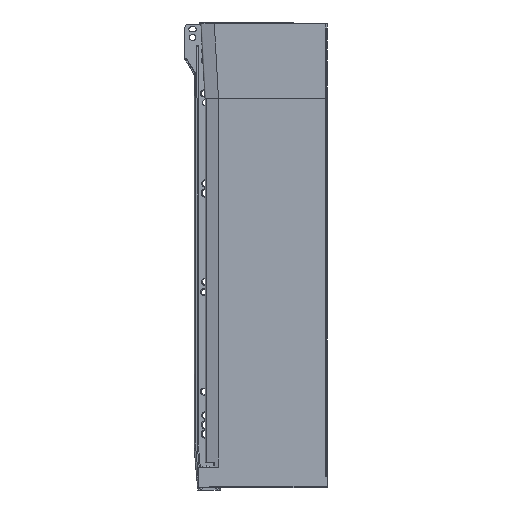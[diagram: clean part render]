
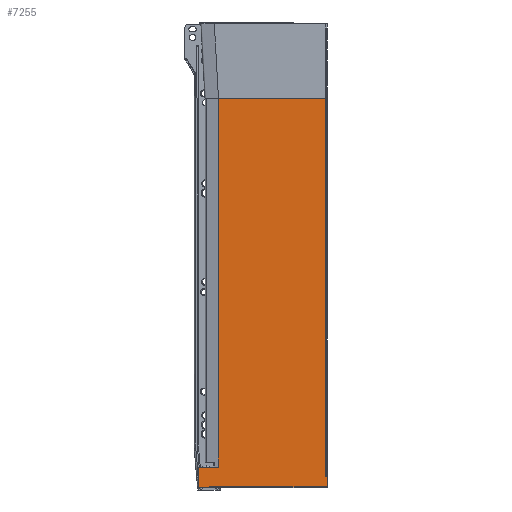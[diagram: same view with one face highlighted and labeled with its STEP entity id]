
A CAD part, left-side view. The second image highlights one B-rep face of the part: STEP entity #7255.
In plain terms, the highlighted planar face has unit normal (-1, 0, 0).
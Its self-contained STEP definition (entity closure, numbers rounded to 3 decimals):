
#30 = EDGE_CURVE ( 'NONE', #6650, #7410, #3784, .T. ) ;
#290 = CARTESIAN_POINT ( 'NONE',  ( -14.887, -0.837, -72. ) ) ;
#443 = CARTESIAN_POINT ( 'NONE',  ( -14.887, -378., -437. ) ) ;
#551 = DIRECTION ( 'NONE',  ( 0., 1., 0. ) ) ;
#618 = ORIENTED_EDGE ( 'NONE', *, *, #7815, .F. ) ;
#898 = ORIENTED_EDGE ( 'NONE', *, *, #6220, .T. ) ;
#919 = DIRECTION ( 'NONE',  ( 0., 0., -1. ) ) ;
#974 = DIRECTION ( 'NONE',  ( 0., 0., -1. ) ) ;
#992 = EDGE_CURVE ( 'NONE', #2879, #1389, #5666, .T. ) ;
#1003 = VECTOR ( 'NONE', #6601, 1000. ) ;
#1006 = CARTESIAN_POINT ( 'NONE',  ( -14.887, 111.5, -448. ) ) ;
#1026 = PLANE ( 'NONE',  #2360 ) ;
#1077 = CARTESIAN_POINT ( 'NONE',  ( -14.887, -2.091, -437. ) ) ;
#1182 = CARTESIAN_POINT ( 'NONE',  ( -14.887, -0.837, -448. ) ) ;
#1341 = CARTESIAN_POINT ( 'NONE',  ( -14.887, -0.837, -72. ) ) ;
#1366 = ORIENTED_EDGE ( 'NONE', *, *, #7979, .T. ) ;
#1389 = VERTEX_POINT ( 'NONE', #1006 ) ;
#1409 = ORIENTED_EDGE ( 'NONE', *, *, #30, .T. ) ;
#1697 = CARTESIAN_POINT ( 'NONE',  ( -14.887, 102.9, -428. ) ) ;
#1710 = CARTESIAN_POINT ( 'NONE',  ( -14.887, -0.837, -448. ) ) ;
#1811 = ORIENTED_EDGE ( 'NONE', *, *, #2920, .F. ) ;
#1818 = DIRECTION ( 'NONE',  ( 0., 0., -1. ) ) ;
#2065 = VECTOR ( 'NONE', #5506, 1000. ) ;
#2066 = VECTOR ( 'NONE', #2746, 1000. ) ;
#2223 = LINE ( 'NONE', #3980, #7595 ) ;
#2238 = ORIENTED_EDGE ( 'NONE', *, *, #992, .F. ) ;
#2325 = CARTESIAN_POINT ( 'NONE',  ( -14.887, 102.9, -428. ) ) ;
#2360 = AXIS2_PLACEMENT_3D ( 'NONE', #1710, #4882, #974 ) ;
#2535 = CARTESIAN_POINT ( 'NONE',  ( -14.887, 111.5, -448. ) ) ;
#2651 = EDGE_CURVE ( 'NONE', #6650, #6602, #5734, .T. ) ;
#2746 = DIRECTION ( 'NONE',  ( 0., 0., 1. ) ) ;
#2847 = ORIENTED_EDGE ( 'NONE', *, *, #9910, .T. ) ;
#2879 = VERTEX_POINT ( 'NONE', #4284 ) ;
#2920 = EDGE_CURVE ( 'NONE', #3018, #4423, #3300, .T. ) ;
#3018 = VERTEX_POINT ( 'NONE', #1697 ) ;
#3300 = LINE ( 'NONE', #6501, #1003 ) ;
#3309 = LINE ( 'NONE', #8076, #8347 ) ;
#3320 = VECTOR ( 'NONE', #1818, 1000. ) ;
#3551 = CARTESIAN_POINT ( 'NONE',  ( -14.887, 122.645, -448. ) ) ;
#3619 = DIRECTION ( 'NONE',  ( 0., 1., 0. ) ) ;
#3664 = ORIENTED_EDGE ( 'NONE', *, *, #8727, .T. ) ;
#3723 = LINE ( 'NONE', #5965, #8620 ) ;
#3784 = LINE ( 'NONE', #443, #7407 ) ;
#3842 = ORIENTED_EDGE ( 'NONE', *, *, #5221, .F. ) ;
#3980 = CARTESIAN_POINT ( 'NONE',  ( -14.887, 102.9, -448. ) ) ;
#4159 = CARTESIAN_POINT ( 'NONE',  ( -14.887, -2.091, -448. ) ) ;
#4284 = CARTESIAN_POINT ( 'NONE',  ( -14.887, 111.5, -446.9 ) ) ;
#4423 = VERTEX_POINT ( 'NONE', #6124 ) ;
#4432 = VERTEX_POINT ( 'NONE', #6743 ) ;
#4665 = LINE ( 'NONE', #2325, #2065 ) ;
#4882 = DIRECTION ( 'NONE',  ( -1., 0., 0. ) ) ;
#5221 = EDGE_CURVE ( 'NONE', #4432, #3018, #4665, .T. ) ;
#5477 = ORIENTED_EDGE ( 'NONE', *, *, #2651, .F. ) ;
#5486 = EDGE_LOOP ( 'NONE', ( #618, #5477, #1409, #2847, #898, #1811, #3842, #3664, #1366, #2238 ) ) ;
#5506 = DIRECTION ( 'NONE',  ( 0., -1., 0. ) ) ;
#5666 = LINE ( 'NONE', #2535, #9109 ) ;
#5725 = LINE ( 'NONE', #290, #10268 ) ;
#5734 = LINE ( 'NONE', #4159, #3320 ) ;
#5965 = CARTESIAN_POINT ( 'NONE',  ( -14.887, -2.091, -446.9 ) ) ;
#6124 = CARTESIAN_POINT ( 'NONE',  ( -14.887, 102.9, -72. ) ) ;
#6220 = EDGE_CURVE ( 'NONE', #6281, #4423, #5725, .T. ) ;
#6281 = VERTEX_POINT ( 'NONE', #1341 ) ;
#6501 = CARTESIAN_POINT ( 'NONE',  ( -14.887, 102.9, -448. ) ) ;
#6601 = DIRECTION ( 'NONE',  ( 0., 0., 1. ) ) ;
#6602 = VERTEX_POINT ( 'NONE', #7842 ) ;
#6650 = VERTEX_POINT ( 'NONE', #1077 ) ;
#6743 = CARTESIAN_POINT ( 'NONE',  ( -14.887, 122.645, -428. ) ) ;
#6815 = CARTESIAN_POINT ( 'NONE',  ( -14.887, -0.837, -437. ) ) ;
#7255 = ADVANCED_FACE ( 'NONE', ( #7439 ), #1026, .T. ) ;
#7407 = VECTOR ( 'NONE', #3619, 1000. ) ;
#7410 = VERTEX_POINT ( 'NONE', #6815 ) ;
#7439 = FACE_OUTER_BOUND ( 'NONE', #5486, .T. ) ;
#7595 = VECTOR ( 'NONE', #10238, 1000. ) ;
#7815 = EDGE_CURVE ( 'NONE', #6602, #2879, #3723, .T. ) ;
#7842 = CARTESIAN_POINT ( 'NONE',  ( -14.887, -2.091, -446.9 ) ) ;
#7979 = EDGE_CURVE ( 'NONE', #8154, #1389, #2223, .T. ) ;
#8076 = CARTESIAN_POINT ( 'NONE',  ( -14.887, 122.645, -428. ) ) ;
#8154 = VERTEX_POINT ( 'NONE', #3551 ) ;
#8236 = LINE ( 'NONE', #1182, #2066 ) ;
#8347 = VECTOR ( 'NONE', #919, 1000. ) ;
#8620 = VECTOR ( 'NONE', #551, 1000. ) ;
#8727 = EDGE_CURVE ( 'NONE', #4432, #8154, #3309, .T. ) ;
#8930 = DIRECTION ( 'NONE',  ( 0., 1., 0. ) ) ;
#9109 = VECTOR ( 'NONE', #9809, 1000. ) ;
#9809 = DIRECTION ( 'NONE',  ( 0., 0., -1. ) ) ;
#9910 = EDGE_CURVE ( 'NONE', #7410, #6281, #8236, .T. ) ;
#10238 = DIRECTION ( 'NONE',  ( 0., -1., 0. ) ) ;
#10268 = VECTOR ( 'NONE', #8930, 1000. ) ;
